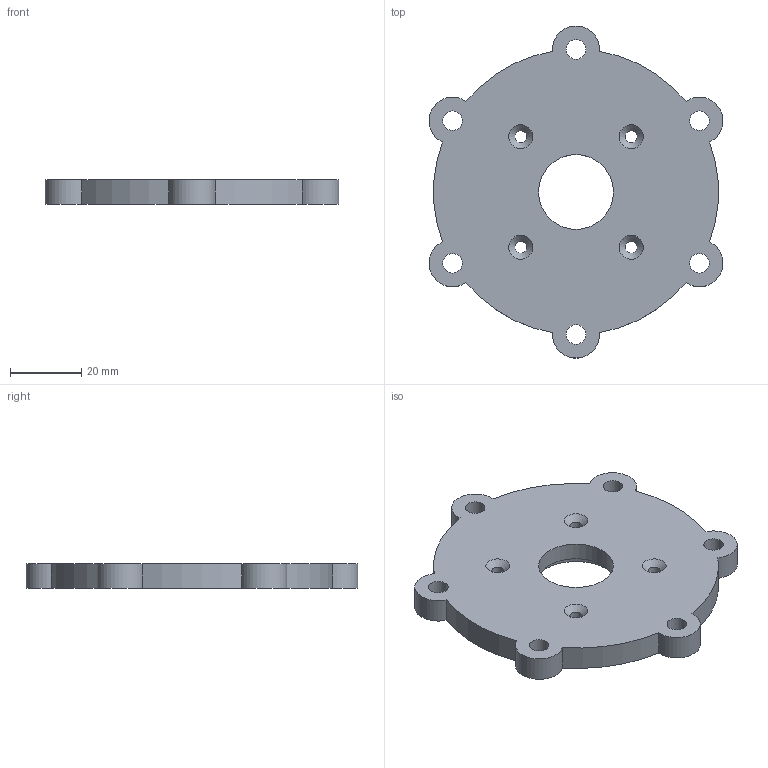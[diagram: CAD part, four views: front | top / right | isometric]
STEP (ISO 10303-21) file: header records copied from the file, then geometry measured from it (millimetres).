
FILE_DESCRIPTION(/* description */ ('STEP AP242','CAx-IF Rec.Pracs.---Representation and Presentation of Product Manufacturing Information (PMI)---4.0---2014-10-13','CAx-IF Rec.Pracs.---3D Tessellated Geometry---0.4---2014-09-14','2;1'),/* implementation_level */ '2;1');
FILE_NAME(/* name */ '65daa4aff3c31e2e3b9dc219',/* time_stamp */ '2024-02-25T02:23:44Z',/* author */ (''),/* organization */ (''),/* preprocessor_version */ 'ST-DEVELOPER v19.4',/* originating_system */ ' ',/* authorisation */ ' ');
FILE_SCHEMA (('AP242_MANAGED_MODEL_BASED_3D_ENGINEERING_MIM_LF { 1 0 10303 442 1 1 4 }'));
Length unit declared in the file: metre
Products named in the file (1): Cover
Bounding box: 82.44 x 93.16 x 7 mm (x, y, z)
Volume: 33281.7 mm3; surface area: 13693.5 mm2
Topology: 1 solids, 1 shells, 43 faces, 104 edges, 70 vertices
Faces by surface type: cylinder 30, plane 9, cone 4
Full cylindrical faces by diameter (mm): 3.4 x4, 5.5 x6, 9.75 x6, 21 x1, 24 x1
Entity records: 1200 total; most frequent: DIRECTION 228, CARTESIAN_POINT 184, ORIENTED_EDGE 152, AXIS2_PLACEMENT_3D 108, EDGE_LOOP 94, FACE_BOUND 94, EDGE_CURVE 76, VERTEX_POINT 64
